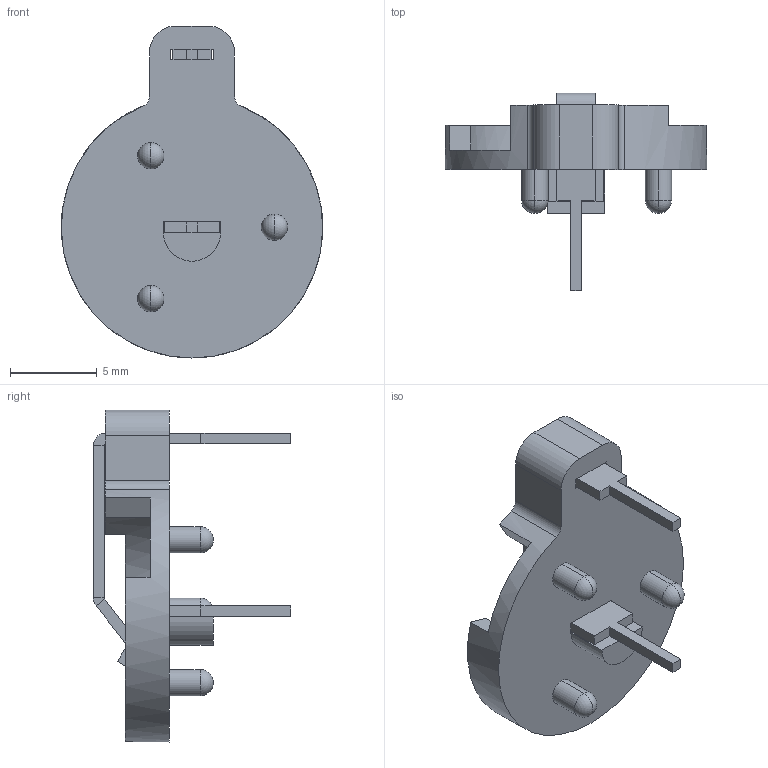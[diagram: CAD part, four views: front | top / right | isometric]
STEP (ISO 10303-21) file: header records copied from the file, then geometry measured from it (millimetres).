
FILE_DESCRIPTION (( 'STEP AP214' ), '1' );
FILE_NAME ('BH501.STEP', '2019-10-08T19:48:02', ( '' ), ( '' ), 'SwSTEP 2.0', 'SolidWorks 2017', '' );
FILE_SCHEMA (( 'AUTOMOTIVE_DESIGN' ));
Length unit declared in the file: millimetre
Products named in the file (1): BH501
Bounding box: 15.11 x 11.4 x 19.18 mm (x, y, z)
Volume: 411.2 mm3; surface area: 902.1 mm2
Topology: 3 solids, 3 shells, 93 faces, 230 edges, 139 vertices
Faces by surface type: plane 64, cylinder 23, sphere 6
Entity records: 2674 total; most frequent: DIRECTION 464, CARTESIAN_POINT 445, ORIENTED_EDGE 436, EDGE_CURVE 218, LINE 160, VECTOR 160, AXIS2_PLACEMENT_3D 152, VERTEX_POINT 133
